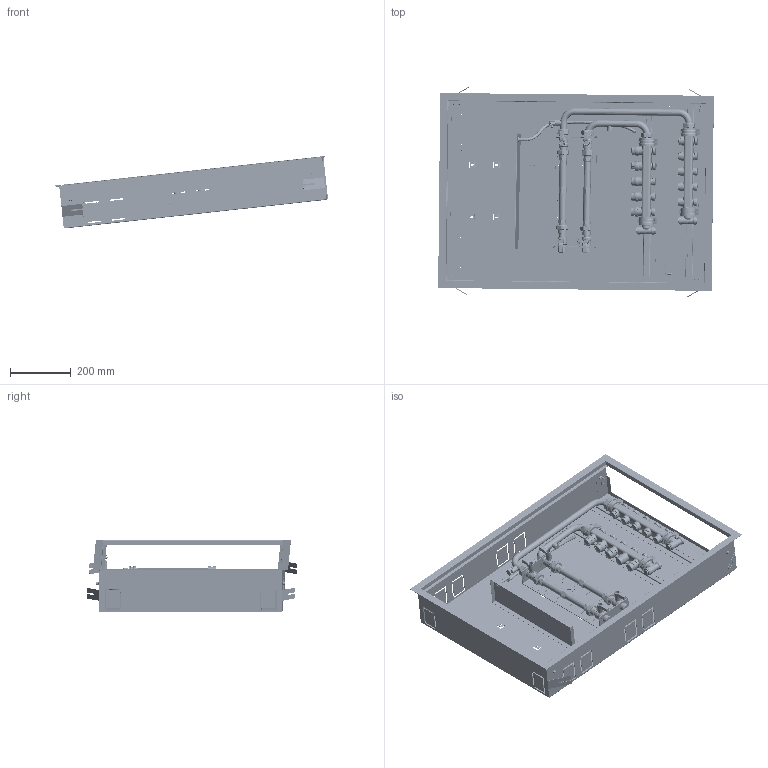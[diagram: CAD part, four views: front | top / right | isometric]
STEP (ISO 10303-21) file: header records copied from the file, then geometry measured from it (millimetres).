
FILE_DESCRIPTION(('CATIA V5 STEP Exchange','CAx-IF Rec.Pracs.--- Model Styling and Organization---1.4--- 2014-01-23','CAx-IF Rec.Pracs.---3D Tessellated Data Validation Properties---0.5---2014-09-14'),'2;1');
FILE_NAME('STEP_70008E_-_TST.stp','2022-01-31T13:10:58+00:00',('none'),('none'),'CATIA Version 5-6 Release 2019 SP3','CATIA V5 STEP AP242 v1','none');
FILE_SCHEMA(('AP242_MANAGED_MODEL_BASED_3D_ENGINEERING_MIM_LF {1 0 10303 442 1 1 4}'));
Products named in the file (1): 70008E - TST
Bounding box: 904.45 x 689.6 x 238.48 mm (x, y, z)
Volume: 3128894.2 mm3; surface area: 2767462.8 mm2
Topology: 6 solids, 32 shells, 10677 faces, 26379 edges, 15331 vertices
Faces by surface type: bspline 4028, plane 2356, cylinder 2096, cone 823, torus 705, sphere 659, extrusion 6, revolution 4
Entity records: 506252 total; most frequent: CARTESIAN_POINT 304192, ORIENTED_EDGE 51444, EDGE_CURVE 25722, DIRECTION 21196, VERTEX_POINT 15325, B_SPLINE_CURVE_WITH_KNOTS 13083, EDGE_LOOP 11191, ADVANCED_FACE 10677
